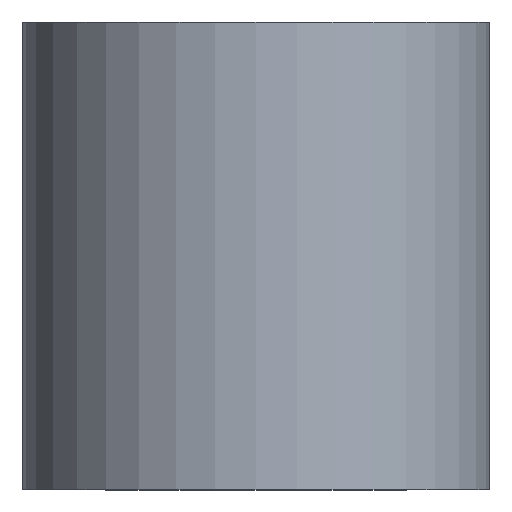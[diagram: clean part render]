
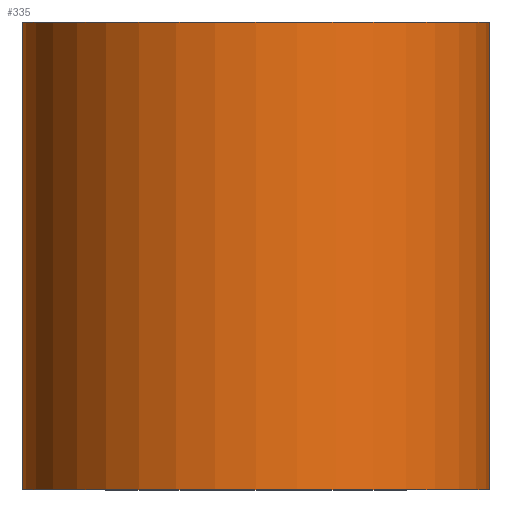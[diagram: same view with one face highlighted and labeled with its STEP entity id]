
A CAD part, front view. The second image highlights one B-rep face of the part: STEP entity #335.
In plain terms, the highlighted cylindrical face has radius 4 mm (diameter 8 mm), a partial arc.
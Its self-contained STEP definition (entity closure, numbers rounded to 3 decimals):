
#7 = CYLINDRICAL_SURFACE ( 'NONE', #225, 4. ) ;
#26 = DIRECTION ( 'NONE',  ( 0., 0., -1. ) ) ;
#70 = CARTESIAN_POINT ( 'NONE',  ( 0., 40., 8. ) ) ;
#74 = ORIENTED_EDGE ( 'NONE', *, *, #409, .T. ) ;
#81 = CARTESIAN_POINT ( 'NONE',  ( -4., 40., 8. ) ) ;
#91 = CARTESIAN_POINT ( 'NONE',  ( 4., 40., 8. ) ) ;
#158 = DIRECTION ( 'NONE',  ( 0., 0., 1. ) ) ;
#165 = ORIENTED_EDGE ( 'NONE', *, *, #548, .T. ) ;
#168 = VERTEX_POINT ( 'NONE', #505 ) ;
#214 = CARTESIAN_POINT ( 'NONE',  ( 4., 40., 0. ) ) ;
#225 = AXIS2_PLACEMENT_3D ( 'NONE', #564, #524, #410 ) ;
#227 = DIRECTION ( 'NONE',  ( 0., 0., -1. ) ) ;
#266 = EDGE_LOOP ( 'NONE', ( #561, #165, #74, #336 ) ) ;
#285 = VECTOR ( 'NONE', #227, 1000. ) ;
#309 = DIRECTION ( 'NONE',  ( 0., 0., 1. ) ) ;
#313 = VERTEX_POINT ( 'NONE', #91 ) ;
#318 = DIRECTION ( 'NONE',  ( 1., 0., 0. ) ) ;
#326 = LINE ( 'NONE', #575, #285 ) ;
#335 = ADVANCED_FACE ( 'NONE', ( #471 ), #7, .T. ) ;
#336 = ORIENTED_EDGE ( 'NONE', *, *, #533, .F. ) ;
#345 = EDGE_CURVE ( 'NONE', #313, #647, #403, .T. ) ;
#363 = DIRECTION ( 'NONE',  ( 1., 0., 0. ) ) ;
#374 = VERTEX_POINT ( 'NONE', #214 ) ;
#403 = CIRCLE ( 'NONE', #597, 4. ) ;
#409 = EDGE_CURVE ( 'NONE', #374, #168, #626, .T. ) ;
#410 = DIRECTION ( 'NONE',  ( -1., 0., 0. ) ) ;
#426 = CARTESIAN_POINT ( 'NONE',  ( 4., 40., 8. ) ) ;
#427 = AXIS2_PLACEMENT_3D ( 'NONE', #512, #158, #318 ) ;
#431 = LINE ( 'NONE', #426, #521 ) ;
#471 = FACE_OUTER_BOUND ( 'NONE', #266, .T. ) ;
#505 = CARTESIAN_POINT ( 'NONE',  ( -4., 40., 0. ) ) ;
#512 = CARTESIAN_POINT ( 'NONE',  ( 0., 40., 0. ) ) ;
#521 = VECTOR ( 'NONE', #26, 1000. ) ;
#524 = DIRECTION ( 'NONE',  ( 0., 0., -1. ) ) ;
#533 = EDGE_CURVE ( 'NONE', #647, #168, #326, .T. ) ;
#548 = EDGE_CURVE ( 'NONE', #313, #374, #431, .T. ) ;
#561 = ORIENTED_EDGE ( 'NONE', *, *, #345, .F. ) ;
#564 = CARTESIAN_POINT ( 'NONE',  ( 0., 40., 8. ) ) ;
#575 = CARTESIAN_POINT ( 'NONE',  ( -4., 40., 8. ) ) ;
#597 = AXIS2_PLACEMENT_3D ( 'NONE', #70, #309, #363 ) ;
#626 = CIRCLE ( 'NONE', #427, 4. ) ;
#647 = VERTEX_POINT ( 'NONE', #81 ) ;
